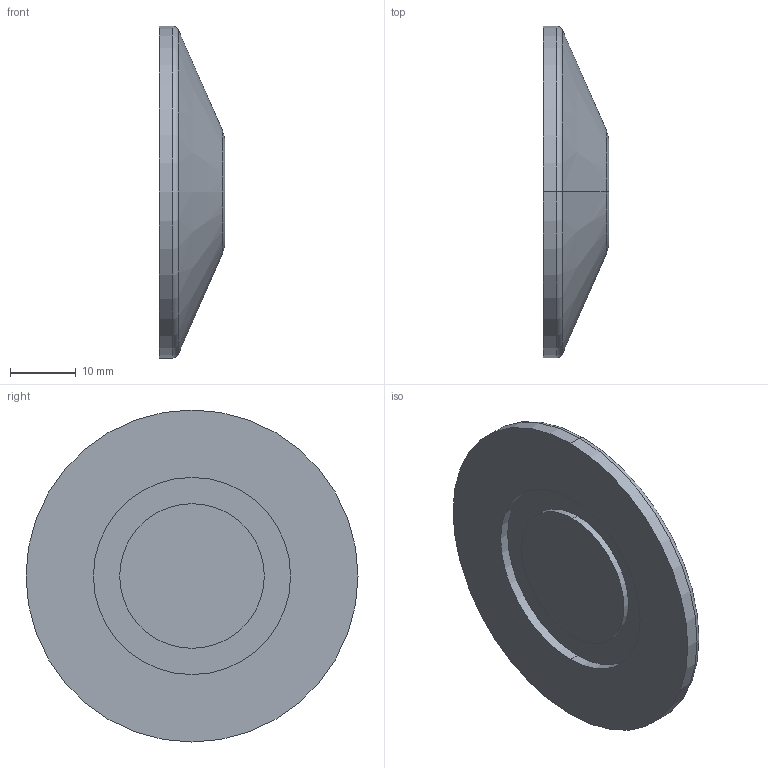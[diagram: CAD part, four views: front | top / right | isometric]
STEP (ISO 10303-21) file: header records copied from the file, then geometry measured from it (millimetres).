
FILE_DESCRIPTION (( 'STEP AP203' ), '1' );
FILE_NAME ('3D_R722_DN23_168111440.STEP', '2024-08-09T11:37:55', ( '' ), ( '' ), 'SwSTEP 2.0', 'SolidWorks 2024', '' );
FILE_SCHEMA (( 'CONFIG_CONTROL_DESIGN' ));
Length unit declared in the file: millimetre
Products named in the file (1): 3D_R722_DN23_168111440
Bounding box: 10 x 50.5 x 50.5 mm (x, y, z)
Volume: 11727.8 mm3; surface area: 4774.9 mm2
Topology: 1 solids, 1 shells, 16 faces, 30 edges, 18 vertices
Faces by surface type: cylinder 6, torus 4, plane 4, cone 2
Entity records: 485 total; most frequent: DIRECTION 86, CARTESIAN_POINT 65, ORIENTED_EDGE 60, AXIS2_PLACEMENT_3D 39, EDGE_CURVE 30, CIRCLE 22, VERTEX_POINT 18, EDGE_LOOP 18
